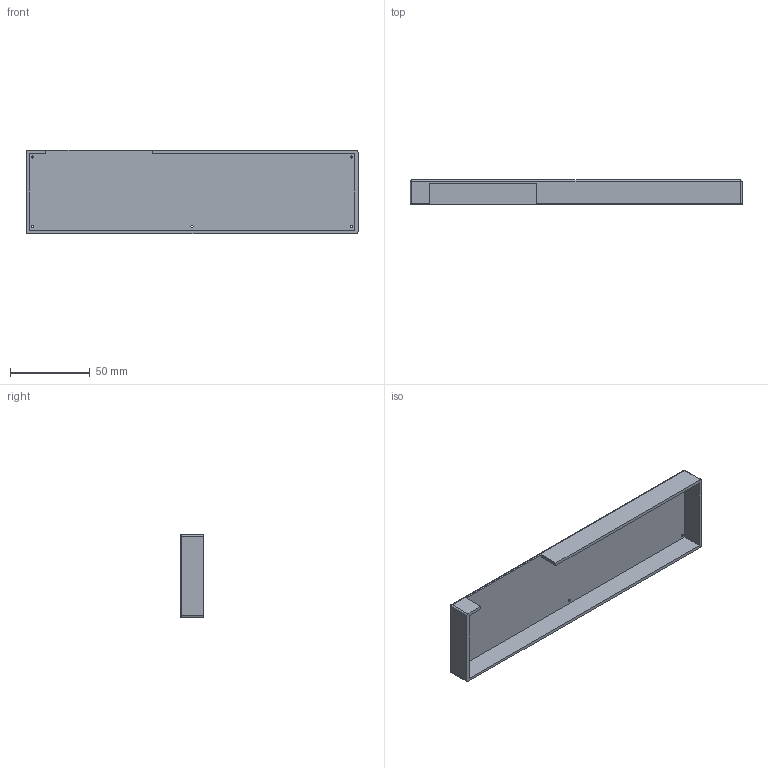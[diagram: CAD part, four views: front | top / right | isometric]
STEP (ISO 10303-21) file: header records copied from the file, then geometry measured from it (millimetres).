
FILE_DESCRIPTION (( 'STEP AP203' ), '1' );
FILE_NAME ('錨璃32.STEP', '2024-06-14T05:37:50', ( '' ), ( '' ), 'SwSTEP 2.0', 'SolidWorks 2022', '' );
FILE_SCHEMA (( 'CONFIG_CONTROL_DESIGN' ));
Length unit declared in the file: millimetre
Products named in the file (1): 錨璃32
Bounding box: 208 x 15 x 52 mm (x, y, z)
Volume: 33074.5 mm3; surface area: 34083.9 mm2
Topology: 1 solids, 1 shells, 36 faces, 94 edges, 56 vertices
Faces by surface type: cylinder 18, plane 14, sphere 4
Entity records: 1171 total; most frequent: DIRECTION 200, CARTESIAN_POINT 183, ORIENTED_EDGE 180, EDGE_CURVE 90, AXIS2_PLACEMENT_3D 73, VERTEX_POINT 56, VECTOR 54, LINE 54
